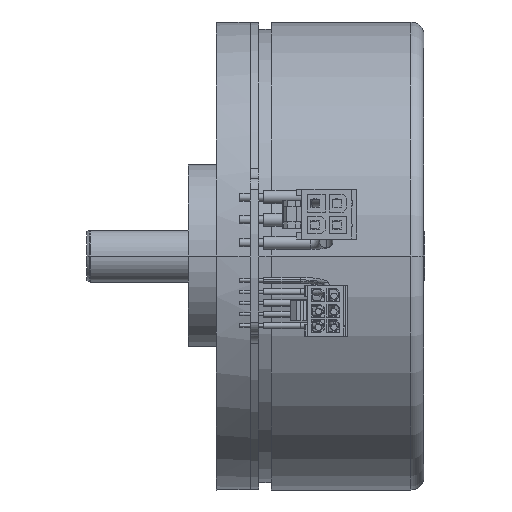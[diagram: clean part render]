
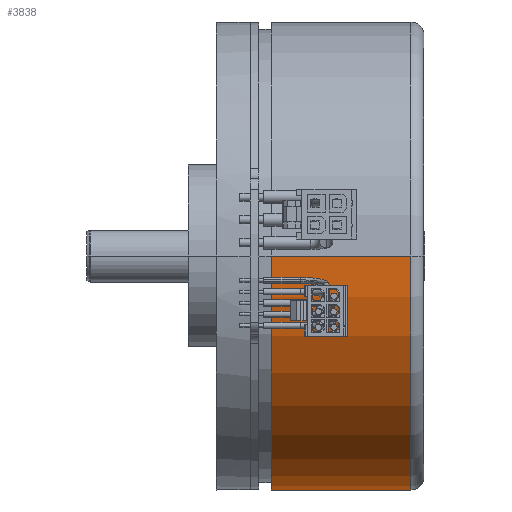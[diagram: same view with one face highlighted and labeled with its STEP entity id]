
A CAD part, front view. The second image highlights one B-rep face of the part: STEP entity #3838.
In plain terms, the highlighted cylindrical face has radius 45 mm (diameter 90 mm), a partial arc.
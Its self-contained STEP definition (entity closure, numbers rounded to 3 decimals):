
#695=DIRECTION('',(1.,0.,0.));
#696=VECTOR('',#695,26.85);
#697=CARTESIAN_POINT('',(10.55,45.,0.));
#698=LINE('',#697,#696);
#702=DIRECTION('',(-1.,0.,0.));
#703=VECTOR('',#702,26.85);
#704=CARTESIAN_POINT('',(37.4,-45.,0.));
#705=LINE('',#704,#703);
#709=CARTESIAN_POINT('',(37.4,0.,0.));
#710=DIRECTION('',(-1.,0.,0.));
#711=DIRECTION('',(0.,1.,0.));
#712=AXIS2_PLACEMENT_3D('',#709,#710,#711);
#725=CARTESIAN_POINT('',(10.55,0.,0.));
#726=DIRECTION('',(-1.,0.,0.));
#727=DIRECTION('',(0.,1.,0.));
#728=AXIS2_PLACEMENT_3D('',#725,#726,#727);
#3070=CARTESIAN_POINT('',(10.55,45.,0.));
#3071=CARTESIAN_POINT('',(37.4,45.,0.));
#3072=VERTEX_POINT('',#3070);
#3073=VERTEX_POINT('',#3071);
#3082=CARTESIAN_POINT('',(37.4,-45.,0.));
#3083=CARTESIAN_POINT('',(10.55,-45.,0.));
#3084=VERTEX_POINT('',#3082);
#3085=VERTEX_POINT('',#3083);
#3826=CARTESIAN_POINT('',(-120.991,0.,0.));
#3827=DIRECTION('',(1.,0.,0.));
#3828=DIRECTION('',(0.,-1.,0.));
#3829=AXIS2_PLACEMENT_3D('',#3826,#3827,#3828);
#3830=CYLINDRICAL_SURFACE('',#3829,45.);
#3831=ORIENTED_EDGE('',*,*,#3816,.F.);
#3833=ORIENTED_EDGE('',*,*,#3832,.T.);
#3834=ORIENTED_EDGE('',*,*,#3819,.F.);
#3835=ORIENTED_EDGE('',*,*,#3790,.F.);
#3836=EDGE_LOOP('',(#3831,#3833,#3834,#3835));
#3837=FACE_OUTER_BOUND('',#3836,.F.);
#3838=ADVANCED_FACE('',(#3837),#3830,.T.);
#713=CIRCLE('',#712,45.);
#729=CIRCLE('',#728,45.);
#3790=EDGE_CURVE('',#3073,#3084,#713,.T.);
#3816=EDGE_CURVE('',#3072,#3073,#698,.T.);
#3819=EDGE_CURVE('',#3084,#3085,#705,.T.);
#3832=EDGE_CURVE('',#3072,#3085,#729,.T.);
